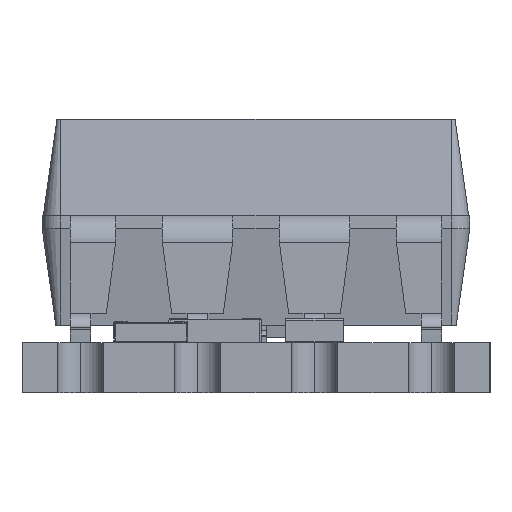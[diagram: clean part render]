
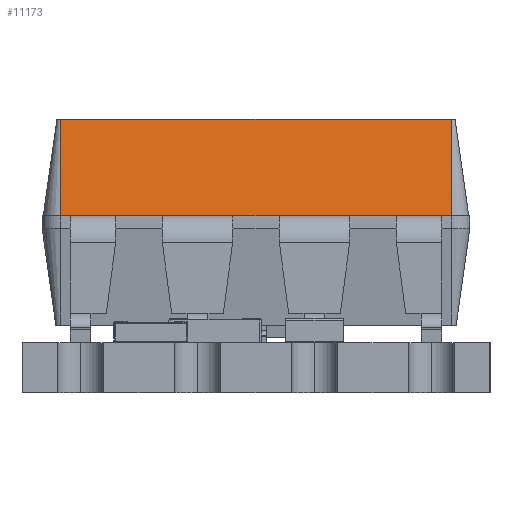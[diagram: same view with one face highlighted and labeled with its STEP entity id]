
A CAD part, left-side view. The second image highlights one B-rep face of the part: STEP entity #11173.
In plain terms, the highlighted face is planar.
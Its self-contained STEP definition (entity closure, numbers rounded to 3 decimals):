
#11091 = EDGE_CURVE('',#11092,#11094,#11096,.T.);
#11092 = VERTEX_POINT('',#11093);
#11093 = CARTESIAN_POINT('',(-3.285,2.755,-4.243));
#11094 = VERTEX_POINT('',#11095);
#11095 = CARTESIAN_POINT('',(-3.285,2.755,4.243));
#11096 = LINE('',#11097,#11098);
#11097 = CARTESIAN_POINT('',(-3.285,2.755,0.));
#11098 = VECTOR('',#11099,1.);
#11099 = DIRECTION('',(0.,0.,1.));
#11173 = ADVANCED_FACE('',(#11174),#11199,.T.);
#11174 = FACE_BOUND('',#11175,.T.);
#11175 = EDGE_LOOP('',(#11176,#11177,#11185,#11193));
#11176 = ORIENTED_EDGE('',*,*,#11091,.T.);
#11177 = ORIENTED_EDGE('',*,*,#11178,.F.);
#11178 = EDGE_CURVE('',#11179,#11094,#11181,.T.);
#11179 = VERTEX_POINT('',#11180);
#11180 = CARTESIAN_POINT('',(-2.991,4.85,4.243));
#11181 = LINE('',#11182,#11183);
#11182 = CARTESIAN_POINT('',(-3.285,2.755,4.243));
#11183 = VECTOR('',#11184,1.);
#11184 = DIRECTION('',(-0.139,-0.99,
    0.));
#11185 = ORIENTED_EDGE('',*,*,#11186,.F.);
#11186 = EDGE_CURVE('',#11187,#11179,#11189,.T.);
#11187 = VERTEX_POINT('',#11188);
#11188 = CARTESIAN_POINT('',(-2.991,4.85,-4.243));
#11189 = LINE('',#11190,#11191);
#11190 = CARTESIAN_POINT('',(-2.991,4.85,0.));
#11191 = VECTOR('',#11192,1.);
#11192 = DIRECTION('',(0.,0.,1.));
#11193 = ORIENTED_EDGE('',*,*,#11194,.T.);
#11194 = EDGE_CURVE('',#11187,#11092,#11195,.T.);
#11195 = LINE('',#11196,#11197);
#11196 = CARTESIAN_POINT('',(-3.285,2.755,-4.243));
#11197 = VECTOR('',#11198,1.);
#11198 = DIRECTION('',(-0.139,-0.99,0.));
#11199 = PLANE('',#11200);
#11200 = AXIS2_PLACEMENT_3D('',#11201,#11202,#11203);
#11201 = CARTESIAN_POINT('',(-3.285,2.755,0.));
#11202 = DIRECTION('',(-0.99,0.139,0.));
#11203 = DIRECTION('',(-0.139,-0.99,0.));
